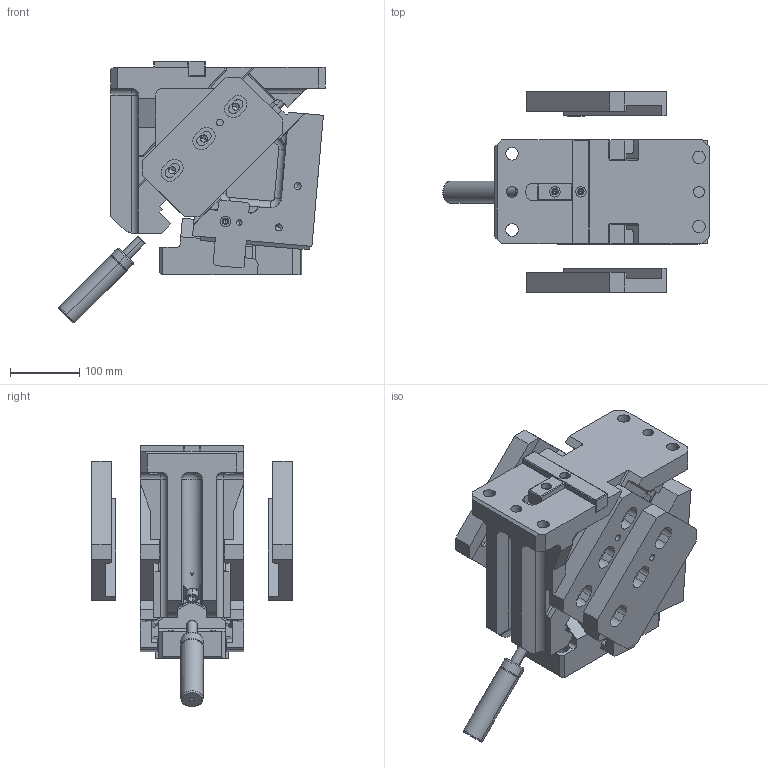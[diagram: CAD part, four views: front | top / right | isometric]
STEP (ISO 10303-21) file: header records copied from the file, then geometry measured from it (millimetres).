
FILE_DESCRIPTION(('CATIA V5 STEP','CAx-IF Rec.Pracs.--- Model Styling and Organization---1.4--- 2014-01-23'),'2;1');
FILE_NAME('KS_OT_0150_05__IND_15__23446__SCHIEBERADAPTER_PART__2019_02_27__SCHWER.stp','2021-01-28T08:19:41+00:00',('none'),('none'),'CATIA Version 5-6 Release 2018 SP3 HF13','CATIA V5 STEP AP203 WITH EXTENSIONS','none');
FILE_SCHEMA(('CONFIG_CONTROL_DESIGN','SHAPE_APPEARANCE_LAYER_MIM'));
Length unit declared in the file: millimetre
Products named in the file (1): KS_OT_0150_05__IND_15__23446__SCHIEBERADAPTER_PART__2019_02_27__SCHWER
Bounding box: 385.24 x 290 x 378.33 mm (x, y, z)
Volume: 9923355 mm3; surface area: 937600 mm2
Topology: 7 solids, 8 shells, 1045 faces, 2784 edges, 1758 vertices
Faces by surface type: plane 492, cylinder 405, cone 78, torus 60, revolution 7, sphere 3
Entity records: 31115 total; most frequent: CARTESIAN_POINT 7141, ORIENTED_EDGE 5420, DIRECTION 3932, EDGE_CURVE 2710, VERTEX_POINT 1754, VECTOR 1609, LINE 1609, AXIS2_PLACEMENT_3D 1582
